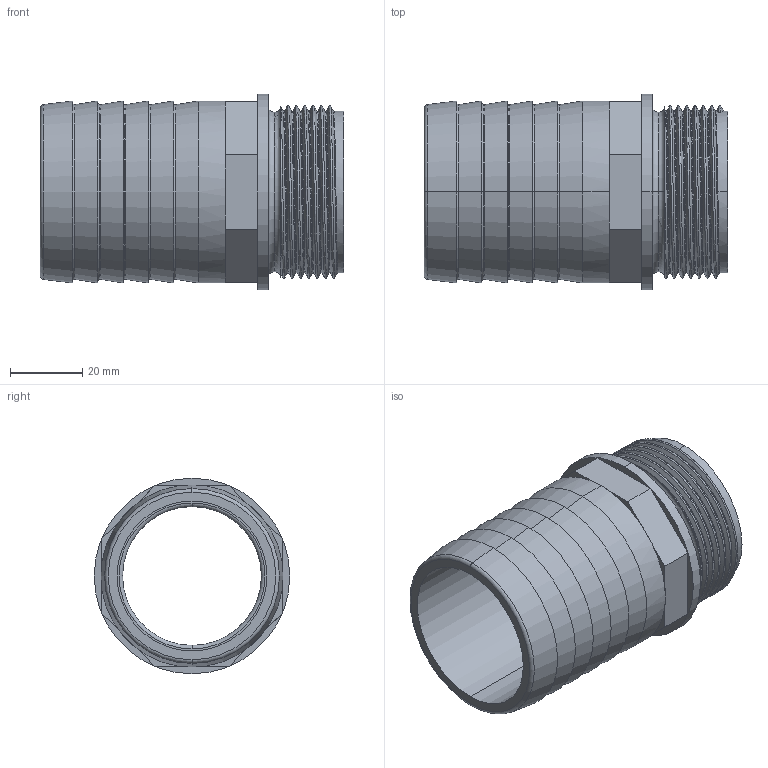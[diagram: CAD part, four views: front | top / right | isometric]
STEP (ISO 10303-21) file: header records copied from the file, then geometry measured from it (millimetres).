
FILE_DESCRIPTION (( 'STEP AP203' ), '1' );
FILE_NAME ('00130_1150.STEP', '2017-05-08T14:22:15', ( '' ), ( '' ), 'SwSTEP 2.0', 'SolidWorks 2011', '' );
FILE_SCHEMA (( 'CONFIG_CONTROL_DESIGN' ));
Length unit declared in the file: millimetre
Products named in the file (1): 00130_1150
Bounding box: 84.2 x 54.3 x 54.3 mm (x, y, z)
Volume: 50106.4 mm3; surface area: 28220.2 mm2
Topology: 1 solids, 1 shells, 110 faces, 248 edges, 148 vertices
Faces by surface type: plane 36, torus 33, cylinder 22, cone 14, bspline 5
Entity records: 6386 total; most frequent: CARTESIAN_POINT 3888, DIRECTION 544, ORIENTED_EDGE 496, EDGE_CURVE 248, AXIS2_PLACEMENT_3D 234, VERTEX_POINT 148, CIRCLE 128, EDGE_LOOP 120
